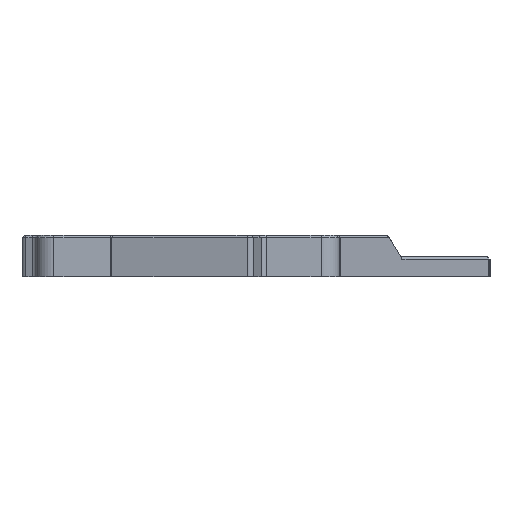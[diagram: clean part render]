
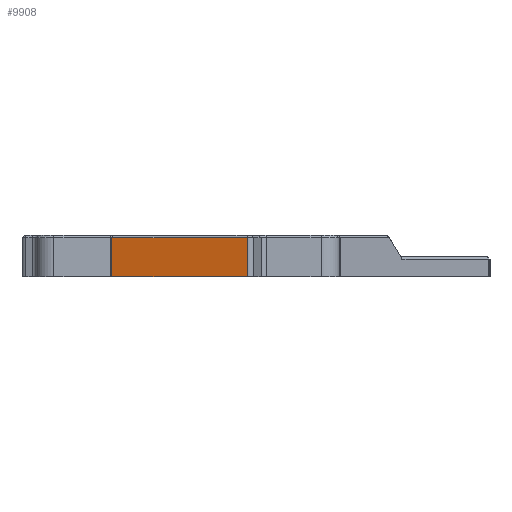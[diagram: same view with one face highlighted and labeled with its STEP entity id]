
A CAD part, left-side view. The second image highlights one B-rep face of the part: STEP entity #9908.
In plain terms, the highlighted planar face has unit normal (-0.968, 0.25, 0).
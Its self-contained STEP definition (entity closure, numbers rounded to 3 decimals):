
#833=FACE_OUTER_BOUND('',#1423,.T.);
#1423=EDGE_LOOP('',(#7942,#7943,#7944,#7945));
#1846=LINE('',#14040,#3003);
#2018=LINE('',#14935,#3175);
#2455=LINE('',#16236,#3612);
#2456=LINE('',#16238,#3613);
#3003=VECTOR('',#11289,10.);
#3175=VECTOR('',#11677,10.);
#3612=VECTOR('',#12694,10.);
#3613=VECTOR('',#12697,10.);
#4173=VERTEX_POINT('',#14037);
#4174=VERTEX_POINT('',#14039);
#4338=VERTEX_POINT('',#14925);
#4340=VERTEX_POINT('',#14931);
#5116=EDGE_CURVE('',#4173,#4174,#1846,.T.);
#5352=EDGE_CURVE('',#4338,#4340,#2018,.T.);
#5947=EDGE_CURVE('',#4174,#4338,#2455,.T.);
#5948=EDGE_CURVE('',#4340,#4173,#2456,.T.);
#7942=ORIENTED_EDGE('',*,*,#5352,.F.);
#7943=ORIENTED_EDGE('',*,*,#5947,.F.);
#7944=ORIENTED_EDGE('',*,*,#5116,.F.);
#7945=ORIENTED_EDGE('',*,*,#5948,.F.);
#9403=PLANE('',#10700);
#9908=ADVANCED_FACE('',(#833),#9403,.T.);
#10700=AXIS2_PLACEMENT_3D('',#16237,#12695,#12696);
#11289=DIRECTION('',(0.25,0.968,0.));
#11677=DIRECTION('',(-0.25,-0.968,0.));
#12694=DIRECTION('',(0.,0.,1.));
#12695=DIRECTION('center_axis',(-0.968,0.25,0.));
#12696=DIRECTION('ref_axis',(-0.25,-0.968,0.));
#12697=DIRECTION('',(0.,0.,-1.));
#14037=CARTESIAN_POINT('',(84.747,-107.754,-4.25));
#14039=CARTESIAN_POINT('',(94.578,-69.74,-4.25));
#14040=CARTESIAN_POINT('',(84.372,-109.206,-4.25));
#14925=CARTESIAN_POINT('',(94.578,-69.74,6.75));
#14931=CARTESIAN_POINT('',(84.747,-107.754,6.75));
#14935=CARTESIAN_POINT('',(93.455,-74.083,6.75));
#16236=CARTESIAN_POINT('',(94.578,-69.74,0.));
#16237=CARTESIAN_POINT('Origin',(94.626,-69.555,0.));
#16238=CARTESIAN_POINT('',(84.747,-107.754,0.));
